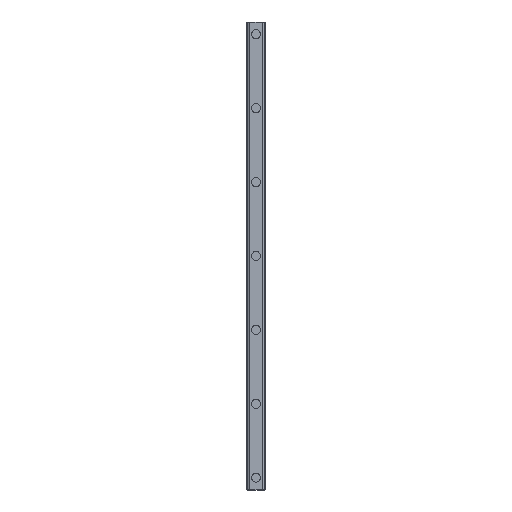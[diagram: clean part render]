
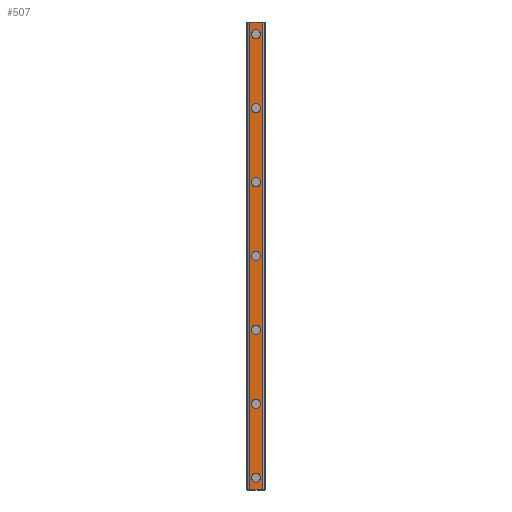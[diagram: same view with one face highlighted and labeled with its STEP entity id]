
A CAD part, top view. The second image highlights one B-rep face of the part: STEP entity #507.
In plain terms, the highlighted planar face has unit normal (0, 0, 1).
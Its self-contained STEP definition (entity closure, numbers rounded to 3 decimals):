
#507=ADVANCED_FACE('',(#1044,#1045,#1046,#1047,#1048,#1049,#1050,#1051),#1052,.T.);
#1044=FACE_BOUND('',#1611,.T.);
#1045=FACE_BOUND('',#1612,.T.);
#1046=FACE_BOUND('',#1613,.T.);
#1047=FACE_BOUND('',#1614,.T.);
#1048=FACE_BOUND('',#1615,.T.);
#1049=FACE_BOUND('',#1616,.T.);
#1050=FACE_BOUND('',#1617,.T.);
#1051=FACE_OUTER_BOUND('',#1618,.T.);
#1052=PLANE('',#1619);
#1611=EDGE_LOOP('',(#3087,#3088));
#1612=EDGE_LOOP('',(#3089,#3090));
#1613=EDGE_LOOP('',(#3091,#3092));
#1614=EDGE_LOOP('',(#3093,#3094));
#1615=EDGE_LOOP('',(#3095,#3096));
#1616=EDGE_LOOP('',(#3097,#3098));
#1617=EDGE_LOOP('',(#3099,#3100));
#1618=EDGE_LOOP('',(#3101,#3102,#3103,#3104));
#1619=AXIS2_PLACEMENT_3D('',#3105,#3106,#3107);
#3087=ORIENTED_EDGE('',*,*,#3390,.T.);
#3088=ORIENTED_EDGE('',*,*,#3813,.T.);
#3089=ORIENTED_EDGE('',*,*,#3380,.T.);
#3090=ORIENTED_EDGE('',*,*,#3819,.T.);
#3091=ORIENTED_EDGE('',*,*,#3370,.T.);
#3092=ORIENTED_EDGE('',*,*,#3825,.T.);
#3093=ORIENTED_EDGE('',*,*,#3360,.T.);
#3094=ORIENTED_EDGE('',*,*,#3831,.T.);
#3095=ORIENTED_EDGE('',*,*,#3350,.T.);
#3096=ORIENTED_EDGE('',*,*,#3837,.T.);
#3097=ORIENTED_EDGE('',*,*,#3340,.T.);
#3098=ORIENTED_EDGE('',*,*,#3843,.T.);
#3099=ORIENTED_EDGE('',*,*,#3330,.T.);
#3100=ORIENTED_EDGE('',*,*,#3849,.T.);
#3101=ORIENTED_EDGE('',*,*,#3788,.T.);
#3102=ORIENTED_EDGE('',*,*,#3904,.F.);
#3103=ORIENTED_EDGE('',*,*,#3650,.T.);
#3104=ORIENTED_EDGE('',*,*,#3902,.T.);
#3105=CARTESIAN_POINT('',(0.,380.0,15.));
#3106=DIRECTION('',(0.0,0.0,1.0));
#3107=DIRECTION('',(-1.0,0.0,0.0));
#3330=EDGE_CURVE('',#3968,#3965,#3969,.T.);
#3340=EDGE_CURVE('',#3986,#3983,#3987,.T.);
#3350=EDGE_CURVE('',#4004,#4001,#4005,.T.);
#3360=EDGE_CURVE('',#4022,#4019,#4023,.T.);
#3370=EDGE_CURVE('',#4040,#4037,#4041,.T.);
#3380=EDGE_CURVE('',#4058,#4055,#4059,.T.);
#3390=EDGE_CURVE('',#4076,#4073,#4077,.T.);
#3650=EDGE_CURVE('',#4468,#4466,#4469,.T.);
#3788=EDGE_CURVE('',#4699,#4697,#4700,.T.);
#3813=EDGE_CURVE('',#4073,#4076,#4747,.T.);
#3819=EDGE_CURVE('',#4055,#4058,#4753,.T.);
#3825=EDGE_CURVE('',#4037,#4040,#4759,.T.);
#3831=EDGE_CURVE('',#4019,#4022,#4765,.T.);
#3837=EDGE_CURVE('',#4001,#4004,#4771,.T.);
#3843=EDGE_CURVE('',#3983,#3986,#4777,.T.);
#3849=EDGE_CURVE('',#3965,#3968,#4783,.T.);
#3902=EDGE_CURVE('',#4466,#4699,#4836,.T.);
#3904=EDGE_CURVE('',#4468,#4697,#4838,.T.);
#3965=VERTEX_POINT('',#4901);
#3968=VERTEX_POINT('',#4905);
#3969=CIRCLE('',#4906,3.75);
#3983=VERTEX_POINT('',#4923);
#3986=VERTEX_POINT('',#4927);
#3987=CIRCLE('',#4928,3.75);
#4001=VERTEX_POINT('',#4945);
#4004=VERTEX_POINT('',#4949);
#4005=CIRCLE('',#4950,3.75);
#4019=VERTEX_POINT('',#4967);
#4022=VERTEX_POINT('',#4971);
#4023=CIRCLE('',#4972,3.75);
#4037=VERTEX_POINT('',#4989);
#4040=VERTEX_POINT('',#4993);
#4041=CIRCLE('',#4994,3.75);
#4055=VERTEX_POINT('',#5011);
#4058=VERTEX_POINT('',#5015);
#4059=CIRCLE('',#5016,3.75);
#4073=VERTEX_POINT('',#5033);
#4076=VERTEX_POINT('',#5037);
#4077=CIRCLE('',#5038,3.75);
#4466=VERTEX_POINT('',#5567);
#4468=VERTEX_POINT('',#5570);
#4469=LINE('',#5571,#5572);
#4697=VERTEX_POINT('',#5886);
#4699=VERTEX_POINT('',#5889);
#4700=LINE('',#5890,#5891);
#4747=CIRCLE('',#5948,3.75);
#4753=CIRCLE('',#5954,3.75);
#4759=CIRCLE('',#5960,3.75);
#4765=CIRCLE('',#5966,3.75);
#4771=CIRCLE('',#5972,3.75);
#4777=CIRCLE('',#5978,3.75);
#4783=CIRCLE('',#5984,3.75);
#4836=LINE('',#6061,#6062);
#4838=LINE('',#6064,#6065);
#4901=CARTESIAN_POINT('',(3.75,10.0,15.));
#4905=CARTESIAN_POINT('',(-3.75,10.0,15.));
#4906=AXIS2_PLACEMENT_3D('',#6149,#6150,#6151);
#4923=CARTESIAN_POINT('',(3.75,70.0,15.));
#4927=CARTESIAN_POINT('',(-3.75,70.0,15.));
#4928=AXIS2_PLACEMENT_3D('',#6165,#6166,#6167);
#4945=CARTESIAN_POINT('',(3.75,130.0,15.));
#4949=CARTESIAN_POINT('',(-3.75,130.0,15.));
#4950=AXIS2_PLACEMENT_3D('',#6181,#6182,#6183);
#4967=CARTESIAN_POINT('',(3.75,190.0,15.));
#4971=CARTESIAN_POINT('',(-3.75,190.0,15.));
#4972=AXIS2_PLACEMENT_3D('',#6197,#6198,#6199);
#4989=CARTESIAN_POINT('',(3.75,250.0,15.));
#4993=CARTESIAN_POINT('',(-3.75,250.0,15.));
#4994=AXIS2_PLACEMENT_3D('',#6213,#6214,#6215);
#5011=CARTESIAN_POINT('',(3.75,310.0,15.));
#5015=CARTESIAN_POINT('',(-3.75,310.0,15.));
#5016=AXIS2_PLACEMENT_3D('',#6229,#6230,#6231);
#5033=CARTESIAN_POINT('',(3.75,370.0,15.));
#5037=CARTESIAN_POINT('',(-3.75,370.0,15.));
#5038=AXIS2_PLACEMENT_3D('',#6245,#6246,#6247);
#5567=CARTESIAN_POINT('',(-5.049,380.0,15.));
#5570=CARTESIAN_POINT('',(5.049,380.0,15.));
#5571=CARTESIAN_POINT('',(5.049,380.0,15.));
#5572=VECTOR('',#6536,1.0);
#5886=CARTESIAN_POINT('',(5.049,0.0,15.));
#5889=CARTESIAN_POINT('',(-5.049,0.0,15.));
#5890=CARTESIAN_POINT('',(5.049,0.0,15.));
#5891=VECTOR('',#6702,1.0);
#5948=AXIS2_PLACEMENT_3D('',#6752,#6753,#6754);
#5954=AXIS2_PLACEMENT_3D('',#6761,#6762,#6763);
#5960=AXIS2_PLACEMENT_3D('',#6770,#6771,#6772);
#5966=AXIS2_PLACEMENT_3D('',#6779,#6780,#6781);
#5972=AXIS2_PLACEMENT_3D('',#6788,#6789,#6790);
#5978=AXIS2_PLACEMENT_3D('',#6797,#6798,#6799);
#5984=AXIS2_PLACEMENT_3D('',#6806,#6807,#6808);
#6061=CARTESIAN_POINT('',(-5.049,380.0,15.));
#6062=VECTOR('',#6839,1.0);
#6064=CARTESIAN_POINT('',(5.049,380.0,15.));
#6065=VECTOR('',#6840,1.0);
#6149=CARTESIAN_POINT('',(0.0,10.0,15.));
#6150=DIRECTION('',(0.0,0.0,-1.0));
#6151=DIRECTION('',(1.0,0.0,0.0));
#6165=CARTESIAN_POINT('',(0.0,70.0,15.));
#6166=DIRECTION('',(0.0,0.0,-1.0));
#6167=DIRECTION('',(1.0,0.0,0.0));
#6181=CARTESIAN_POINT('',(0.0,130.0,15.));
#6182=DIRECTION('',(0.0,0.0,-1.0));
#6183=DIRECTION('',(1.0,0.0,0.0));
#6197=CARTESIAN_POINT('',(0.0,190.0,15.));
#6198=DIRECTION('',(0.0,0.0,-1.0));
#6199=DIRECTION('',(1.0,0.0,0.0));
#6213=CARTESIAN_POINT('',(0.0,250.0,15.));
#6214=DIRECTION('',(0.0,0.0,-1.0));
#6215=DIRECTION('',(1.0,0.0,0.0));
#6229=CARTESIAN_POINT('',(0.0,310.0,15.));
#6230=DIRECTION('',(0.0,0.0,-1.0));
#6231=DIRECTION('',(1.0,0.0,0.0));
#6245=CARTESIAN_POINT('',(0.0,370.0,15.));
#6246=DIRECTION('',(0.0,0.0,-1.0));
#6247=DIRECTION('',(1.0,0.0,0.0));
#6536=DIRECTION('',(-1.0,0.0,0.0));
#6702=DIRECTION('',(1.0,0.0,0.0));
#6752=CARTESIAN_POINT('',(0.0,370.0,15.));
#6753=DIRECTION('',(0.0,0.0,-1.0));
#6754=DIRECTION('',(1.0,0.0,0.0));
#6761=CARTESIAN_POINT('',(0.0,310.0,15.));
#6762=DIRECTION('',(0.0,0.0,-1.0));
#6763=DIRECTION('',(1.0,0.0,0.0));
#6770=CARTESIAN_POINT('',(0.0,250.0,15.));
#6771=DIRECTION('',(0.0,0.0,-1.0));
#6772=DIRECTION('',(1.0,0.0,0.0));
#6779=CARTESIAN_POINT('',(0.0,190.0,15.));
#6780=DIRECTION('',(0.0,0.0,-1.0));
#6781=DIRECTION('',(1.0,0.0,0.0));
#6788=CARTESIAN_POINT('',(0.0,130.0,15.));
#6789=DIRECTION('',(0.0,0.0,-1.0));
#6790=DIRECTION('',(1.0,0.0,0.0));
#6797=CARTESIAN_POINT('',(0.0,70.0,15.));
#6798=DIRECTION('',(0.0,0.0,-1.0));
#6799=DIRECTION('',(1.0,0.0,0.0));
#6806=CARTESIAN_POINT('',(0.0,10.0,15.));
#6807=DIRECTION('',(0.0,0.0,-1.0));
#6808=DIRECTION('',(1.0,0.0,0.0));
#6839=DIRECTION('',(0.0,-1.0,0.0));
#6840=DIRECTION('',(0.0,-1.0,0.0));
